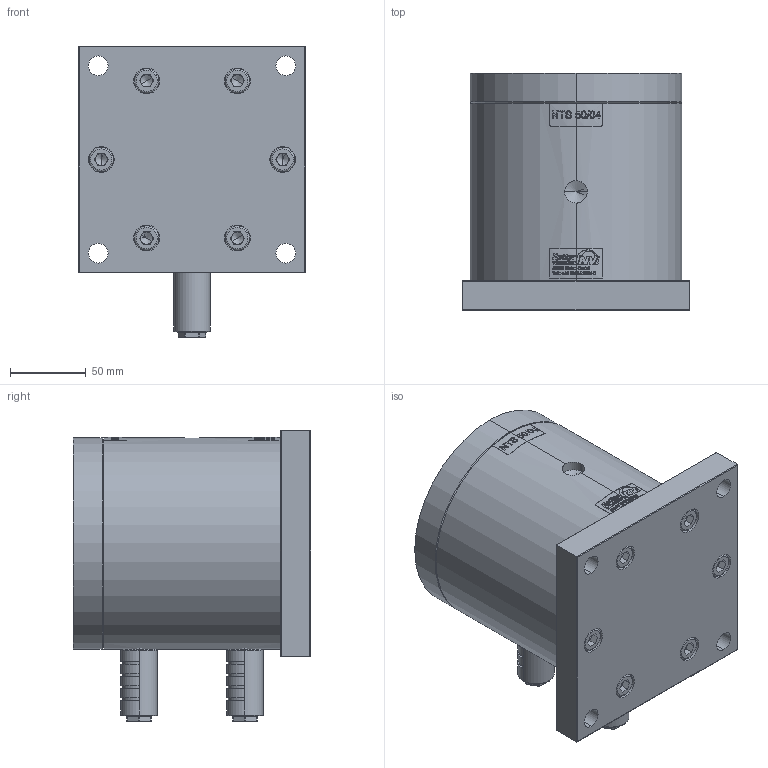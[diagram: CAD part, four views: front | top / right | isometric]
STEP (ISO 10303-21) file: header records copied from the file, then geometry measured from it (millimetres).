
FILE_DESCRIPTION (( 'STEP AP214' ), '1' );
FILE_NAME ('NTS 50-04 Kolbenvibrator #03509000.STEP', '2022-02-11T10:20:41', ( '' ), ( '' ), 'SwSTEP 2.0', 'SolidWorks 2015', '' );
FILE_SCHEMA (( 'AUTOMOTIVE_DESIGN' ));
Length unit declared in the file: millimetre
Products named in the file (1): NTS 50-04 Kolbenvibrator #03509000
Bounding box: 150 x 157 x 193 mm (x, y, z)
Volume: 2591734.8 mm3; surface area: 229926.9 mm2
Topology: 19 solids, 19 shells, 746 faces, 2311 edges, 1687 vertices
Faces by surface type: cylinder 314, plane 262, cone 84, torus 70, sphere 16
Entity records: 36228 total; most frequent: CARTESIAN_POINT 14788, ORIENTED_EDGE 4498, DIRECTION 3947, EDGE_CURVE 2249, VERTEX_POINT 1687, AXIS2_PLACEMENT_3D 1566, EDGE_LOOP 924, CIRCLE 819
